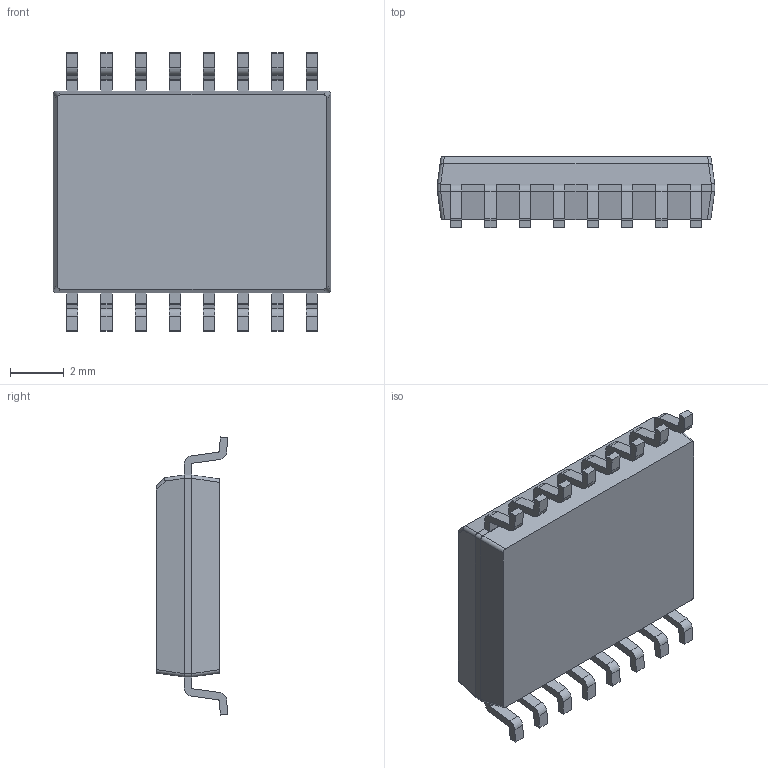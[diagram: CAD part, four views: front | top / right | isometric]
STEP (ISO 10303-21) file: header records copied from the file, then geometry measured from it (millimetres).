
FILE_DESCRIPTION (( 'STEP AP214' ), '1' );
FILE_NAME ('DS3231.STEP', '2020-03-12T06:00:07', ( '' ), ( '' ), 'SwSTEP 2.0', 'SolidWorks 2017', '' );
FILE_SCHEMA (( 'AUTOMOTIVE_DESIGN' ));
Length unit declared in the file: millimetre
Products named in the file (1): DS3231
Bounding box: 10.3 x 2.65 x 10.32 mm (x, y, z)
Volume: 180.3 mm3; surface area: 284.2 mm2
Topology: 18 solids, 18 shells, 260 faces, 669 edges, 446 vertices
Faces by surface type: plane 178, cylinder 82
Entity records: 8056 total; most frequent: CARTESIAN_POINT 1484, ORIENTED_EDGE 1338, DIRECTION 1291, EDGE_CURVE 669, LINE 497, VECTOR 497, VERTEX_POINT 446, AXIS2_PLACEMENT_3D 397
